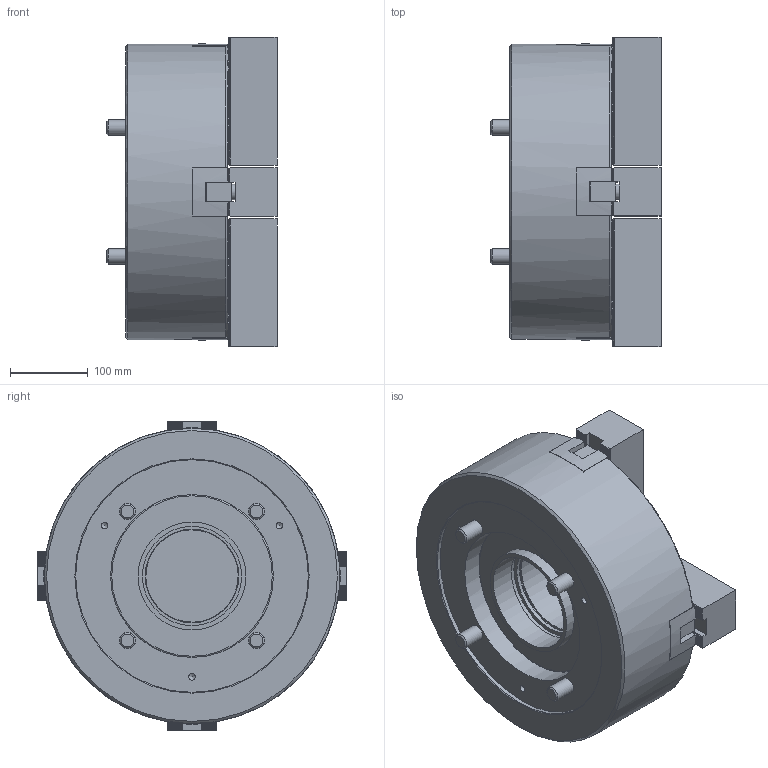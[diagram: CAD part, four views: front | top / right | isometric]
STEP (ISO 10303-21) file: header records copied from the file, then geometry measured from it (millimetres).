
FILE_DESCRIPTION (( 'STEP AP203' ), '1' );
FILE_NAME ('CF-4H-15.STEP', '2025-03-04T08:39:21', ( '' ), ( '' ), 'SwSTEP 2.0', 'SolidWorks 2020', '' );
FILE_SCHEMA (( 'CONFIG_CONTROL_DESIGN' ));
Length unit declared in the file: millimetre
Products named in the file (11): CF-4H-15; CF-4H-15-05010; CF-3H-15-08000; SJ-15P; CF-4H-15-01010; 圓頭內六角螺栓_M20x50; CF-4H-15-02010; 圓頭內六角螺栓_M20x130; CF-3H-215-03000; 半圓頭六角孔螺栓_M6x12; CF-3H-215-04020(寬25.5)(T型塊)
Assembly tree (32 placements, depth 2):
  CF-4H-15
    CF-4H-15-01010
    CF-4H-15-02010
    CF-3H-215-03000  x4
    CF-3H-215-04020(寬25.5)(T型塊)  x4
    CF-4H-15-05010
    CF-3H-15-08000
    SJ-15P  x4
    圓頭內六角螺栓_M20x50  x8
    圓頭內六角螺栓_M20x130  x4
    半圓頭六角孔螺栓_M6x12  x4
Bounding box: 219.25 x 399.5 x 399.5 mm (x, y, z)
Volume: 15044696.3 mm3; surface area: 1276334.4 mm2
Topology: 32 solids, 32 shells, 6615 faces, 19375 edges, 12870 vertices
Faces by surface type: plane 4906, cylinder 1597, cone 107, torus 5
Full cylindrical faces by diameter (mm): 5 x4, 6 x4, 6.6 x4, 8.5 x4, 10.2 x4, 10.5 x4, 11 x4, 17.5 x8, 20 x12, 21 x12, 30 x12, 32 x12, 120 x2, 120.5 x1, 125 x2, 128 x1, 131 x1, 139 x1, 140 x1, 210 x2, 300 x1, 381 x1
Entity records: 59020 total; most frequent: CARTESIAN_POINT 12768, ORIENTED_EDGE 10130, DIRECTION 8125, EDGE_CURVE 5065, LINE 3971, VECTOR 3971, VERTEX_POINT 3408, AXIS2_PLACEMENT_3D 2077
